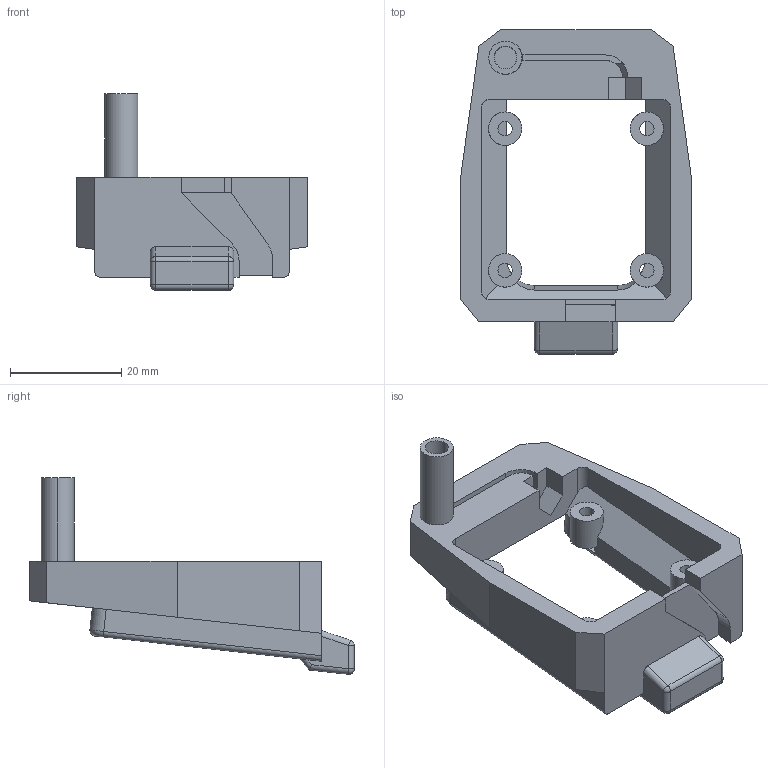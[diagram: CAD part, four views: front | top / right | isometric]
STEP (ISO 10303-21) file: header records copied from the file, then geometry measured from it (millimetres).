
FILE_DESCRIPTION (( 'STEP AP214' ), '1' );
FILE_NAME ('walksnail v3 nano mount.STEP', '2024-04-20T03:20:26', ( '' ), ( '' ), 'SwSTEP 2.0', 'SolidWorks 2022', '' );
FILE_SCHEMA (( 'AUTOMOTIVE_DESIGN' ));
Length unit declared in the file: millimetre
Products named in the file (1): walksnail v3 nano mount
Bounding box: 41.5 x 58.35 x 35.38 mm (x, y, z)
Volume: 12013.2 mm3; surface area: 8312.7 mm2
Topology: 2 solids, 2 shells, 157 faces, 432 edges, 274 vertices
Faces by surface type: plane 95, cylinder 50, sphere 5, bspline 3, cone 2, torus 2
Entity records: 5023 total; most frequent: CARTESIAN_POINT 1051, ORIENTED_EDGE 856, DIRECTION 784, EDGE_CURVE 428, VECTOR 294, LINE 294, VERTEX_POINT 274, AXIS2_PLACEMENT_3D 245
